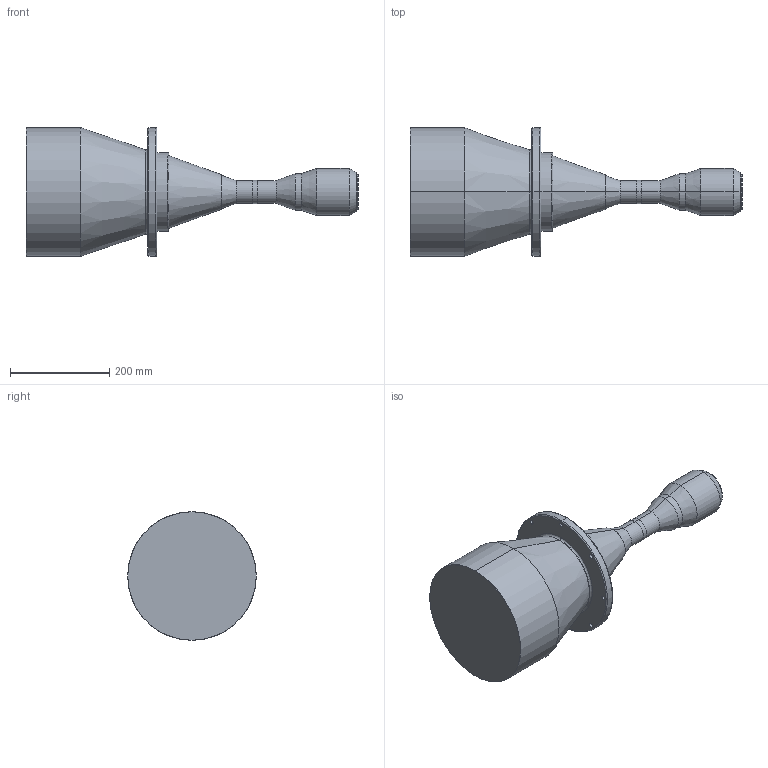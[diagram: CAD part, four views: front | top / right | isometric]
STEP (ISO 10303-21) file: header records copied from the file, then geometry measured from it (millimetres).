
FILE_DESCRIPTION (( 'STEP AP203' ), '1' );
FILE_NAME ('DTCM16K-216-AL STEPﾍｼ.STEP', '2019-11-13T02:16:56', ( 'Windows ﾓﾃｻｧ' ), ( '' ), 'SwSTEP 2.0', 'SolidWorks 2017', '' );
FILE_SCHEMA (( 'CONFIG_CONTROL_DESIGN' ));
Length unit declared in the file: millimetre
Products named in the file (1): DTCM16K-216-AL STEPͼ
Bounding box: 670.7 x 260 x 260 mm (x, y, z)
Volume: 14359128.3 mm3; surface area: 438114.6 mm2
Topology: 1 solids, 1 shells, 72 faces, 158 edges, 96 vertices
Faces by surface type: cylinder 36, cone 16, torus 10, plane 10
Entity records: 2113 total; most frequent: DIRECTION 410, CARTESIAN_POINT 327, ORIENTED_EDGE 316, AXIS2_PLACEMENT_3D 179, EDGE_CURVE 158, CIRCLE 106, EDGE_LOOP 96, VERTEX_POINT 96
